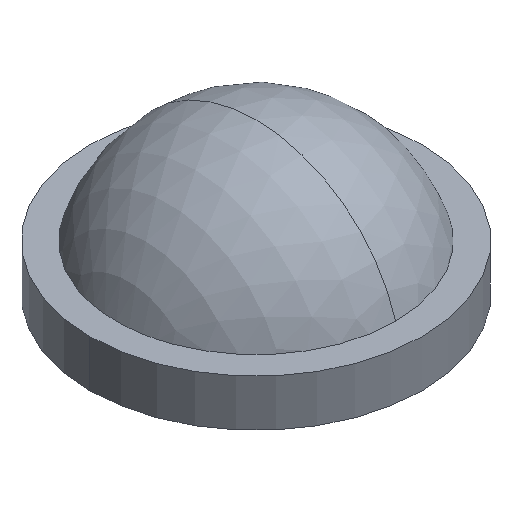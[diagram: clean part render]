
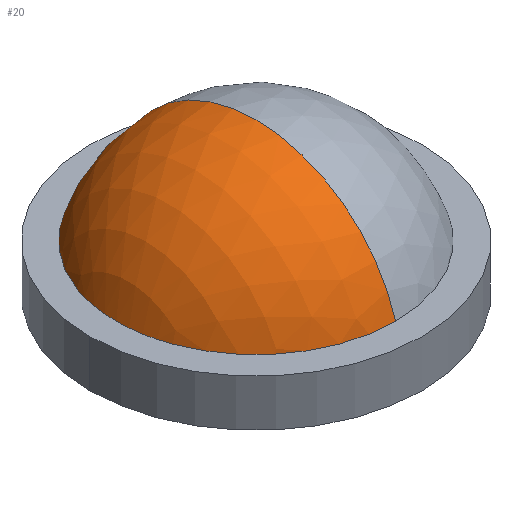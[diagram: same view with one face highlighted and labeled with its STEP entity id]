
A CAD part, isometric view. The second image highlights one B-rep face of the part: STEP entity #20.
In plain terms, the highlighted spherical face has radius 2.771 mm.
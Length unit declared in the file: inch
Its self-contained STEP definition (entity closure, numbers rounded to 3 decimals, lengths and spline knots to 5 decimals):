
#20 = ADVANCED_FACE ( 'NONE', ( #90 ), #131, .T. ) ;
#21 = EDGE_LOOP ( 'NONE', ( #22, #67, #70 ) ) ;
#22 = ORIENTED_EDGE ( 'NONE', *, *, #23, .T. ) ;
#23 = EDGE_CURVE ( 'NONE', #24, #66, #127, .T. ) ;
#24 = VERTEX_POINT ( 'NONE', #122 ) ;
#66 = VERTEX_POINT ( 'NONE', #324 ) ;
#67 = ORIENTED_EDGE ( 'NONE', *, *, #68, .T. ) ;
#68 = EDGE_CURVE ( 'NONE', #66, #69, #323, .T. ) ;
#69 = VERTEX_POINT ( 'NONE', #318 ) ;
#70 = ORIENTED_EDGE ( 'NONE', *, *, #71, .F. ) ;
#71 = EDGE_CURVE ( 'NONE', #24, #69, #316, .T. ) ;
#90 = FACE_OUTER_BOUND ( 'NONE', #21, .T. ) ;
#122 = CARTESIAN_POINT ( 'NONE',  ( -0.00837, 0.1111, -0.01797 ) ) ;
#123 = DIRECTION ( 'NONE',  ( 1., 0., 0. ) ) ;
#124 = DIRECTION ( 'NONE',  ( 0., 0., 1. ) ) ;
#125 = CARTESIAN_POINT ( 'NONE',  ( -0.00837, 0.00638, -0.01797 ) ) ;
#126 = AXIS2_PLACEMENT_3D ( 'NONE', #125, #124, #123 ) ;
#127 = CIRCLE ( 'NONE', #126, 0.10472 ) ;
#128 = DIRECTION ( 'NONE',  ( 0., 1., 0. ) ) ;
#129 = DIRECTION ( 'NONE',  ( -1., 0., 0. ) ) ;
#130 = AXIS2_PLACEMENT_3D ( 'NONE', #132, #129, #128 ) ;
#131 = SPHERICAL_SURFACE ( 'NONE', #130, 0.10911 ) ;
#132 = CARTESIAN_POINT ( 'NONE',  ( -0.00837, 0.00638, -0.04859 ) ) ;
#312 = DIRECTION ( 'NONE',  ( 0., 0., -1. ) ) ;
#313 = DIRECTION ( 'NONE',  ( 1., 0., 0. ) ) ;
#314 = CARTESIAN_POINT ( 'NONE',  ( -0.00837, 0.00638, -0.04859 ) ) ;
#315 = AXIS2_PLACEMENT_3D ( 'NONE', #314, #313, #312 ) ;
#316 = CIRCLE ( 'NONE', #315, 0.10911 ) ;
#318 = CARTESIAN_POINT ( 'NONE',  ( -0.00837, 0.00638, 0.06052 ) ) ;
#319 = DIRECTION ( 'NONE',  ( 0., -1., 0. ) ) ;
#320 = DIRECTION ( 'NONE',  ( -1., 0., 0. ) ) ;
#321 = CARTESIAN_POINT ( 'NONE',  ( -0.00837, 0.00638, -0.04859 ) ) ;
#322 = AXIS2_PLACEMENT_3D ( 'NONE', #321, #320, #319 ) ;
#323 = CIRCLE ( 'NONE', #322, 0.10911 ) ;
#324 = CARTESIAN_POINT ( 'NONE',  ( -0.00837, -0.09834, -0.01797 ) ) ;
